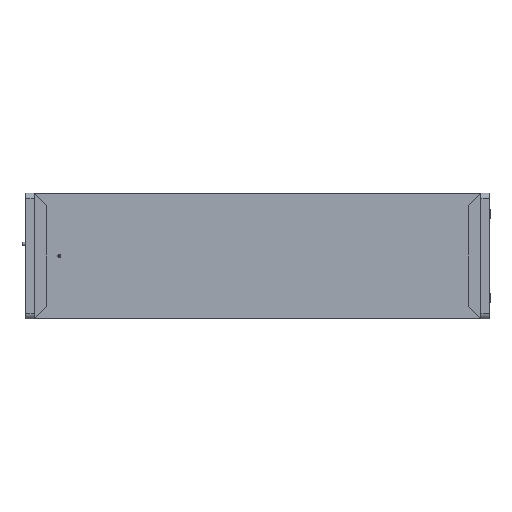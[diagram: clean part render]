
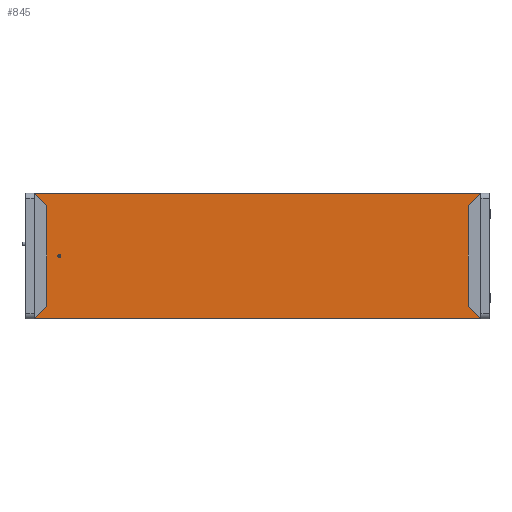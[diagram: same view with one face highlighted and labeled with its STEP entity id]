
A CAD part, front view. The second image highlights one B-rep face of the part: STEP entity #845.
In plain terms, the highlighted planar face has unit normal (0, -1, 0).
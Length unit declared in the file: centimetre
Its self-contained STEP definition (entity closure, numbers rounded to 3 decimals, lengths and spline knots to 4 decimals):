
#94 = EDGE_CURVE ( 'NONE', #381, #5642, #2510, .T. ) ;
#95 = DIRECTION ( 'NONE',  ( 0., 0., 1. ) ) ;
#161 = CARTESIAN_POINT ( 'NONE',  ( 63., 0., 17.75 ) ) ;
#242 = VERTEX_POINT ( 'NONE', #3771 ) ;
#287 = DIRECTION ( 'NONE',  ( 0., -1., 0. ) ) ;
#381 = VERTEX_POINT ( 'NONE', #161 ) ;
#405 = AXIS2_PLACEMENT_3D ( 'NONE', #1895, #2831, #95 ) ;
#440 = VECTOR ( 'NONE', #2985, 100. ) ;
#535 = CARTESIAN_POINT ( 'NONE',  ( 63., 0., -17.75 ) ) ;
#792 = EDGE_CURVE ( 'NONE', #1287, #381, #5829, .T. ) ;
#845 = ADVANCED_FACE ( 'NONE', ( #857, #5542 ), #4628, .F. ) ;
#857 = FACE_OUTER_BOUND ( 'NONE', #4351, .T. ) ;
#966 = ORIENTED_EDGE ( 'NONE', *, *, #5270, .F. ) ;
#1003 = ORIENTED_EDGE ( 'NONE', *, *, #94, .F. ) ;
#1010 = VECTOR ( 'NONE', #4973, 100. ) ;
#1029 = ORIENTED_EDGE ( 'NONE', *, *, #4548, .F. ) ;
#1285 = LINE ( 'NONE', #4386, #440 ) ;
#1287 = VERTEX_POINT ( 'NONE', #3792 ) ;
#1434 = EDGE_LOOP ( 'NONE', ( #966, #2033 ) ) ;
#1569 = DIRECTION ( 'NONE',  ( 0., 0., 1. ) ) ;
#1610 = EDGE_CURVE ( 'NONE', #5642, #242, #1285, .T. ) ;
#1895 = CARTESIAN_POINT ( 'NONE',  ( -56., 0., 0. ) ) ;
#2012 = AXIS2_PLACEMENT_3D ( 'NONE', #4921, #3415, #1569 ) ;
#2033 = ORIENTED_EDGE ( 'NONE', *, *, #2042, .F. ) ;
#2037 = LINE ( 'NONE', #5257, #2838 ) ;
#2042 = EDGE_CURVE ( 'NONE', #4833, #2848, #4552, .T. ) ;
#2180 = CARTESIAN_POINT ( 'NONE',  ( -63., 0., 17.75 ) ) ;
#2510 = LINE ( 'NONE', #4112, #4296 ) ;
#2831 = DIRECTION ( 'NONE',  ( 0., -1., 0. ) ) ;
#2838 = VECTOR ( 'NONE', #3448, 100. ) ;
#2848 = VERTEX_POINT ( 'NONE', #5845 ) ;
#2985 = DIRECTION ( 'NONE',  ( -1., 0., 0. ) ) ;
#3122 = AXIS2_PLACEMENT_3D ( 'NONE', #5290, #287, #4876 ) ;
#3171 = ORIENTED_EDGE ( 'NONE', *, *, #1610, .F. ) ;
#3412 = ORIENTED_EDGE ( 'NONE', *, *, #792, .F. ) ;
#3415 = DIRECTION ( 'NONE',  ( 0., 1., 0. ) ) ;
#3448 = DIRECTION ( 'NONE',  ( 0., 0., 1. ) ) ;
#3735 = CARTESIAN_POINT ( 'NONE',  ( -56., 0., -0.418 ) ) ;
#3771 = CARTESIAN_POINT ( 'NONE',  ( -63., 0., -17.75 ) ) ;
#3792 = CARTESIAN_POINT ( 'NONE',  ( -63., 0., 17.75 ) ) ;
#4112 = CARTESIAN_POINT ( 'NONE',  ( 63., 0., -17.75 ) ) ;
#4296 = VECTOR ( 'NONE', #5027, 100. ) ;
#4351 = EDGE_LOOP ( 'NONE', ( #1029, #3171, #1003, #3412 ) ) ;
#4386 = CARTESIAN_POINT ( 'NONE',  ( -63., 0., -17.75 ) ) ;
#4548 = EDGE_CURVE ( 'NONE', #242, #1287, #2037, .T. ) ;
#4552 = CIRCLE ( 'NONE', #405, 0.418 ) ;
#4628 = PLANE ( 'NONE',  #2012 ) ;
#4833 = VERTEX_POINT ( 'NONE', #3735 ) ;
#4876 = DIRECTION ( 'NONE',  ( 0., 0., 1. ) ) ;
#4921 = CARTESIAN_POINT ( 'NONE',  ( 0., 0., 0. ) ) ;
#4973 = DIRECTION ( 'NONE',  ( 1., 0., 0. ) ) ;
#5019 = CIRCLE ( 'NONE', #3122, 0.418 ) ;
#5027 = DIRECTION ( 'NONE',  ( 0., 0., -1. ) ) ;
#5257 = CARTESIAN_POINT ( 'NONE',  ( -63., 0., -17.75 ) ) ;
#5270 = EDGE_CURVE ( 'NONE', #2848, #4833, #5019, .T. ) ;
#5290 = CARTESIAN_POINT ( 'NONE',  ( -56., 0., 0. ) ) ;
#5542 = FACE_BOUND ( 'NONE', #1434, .T. ) ;
#5642 = VERTEX_POINT ( 'NONE', #535 ) ;
#5829 = LINE ( 'NONE', #2180, #1010 ) ;
#5845 = CARTESIAN_POINT ( 'NONE',  ( -56., 0., 0.418 ) ) ;
